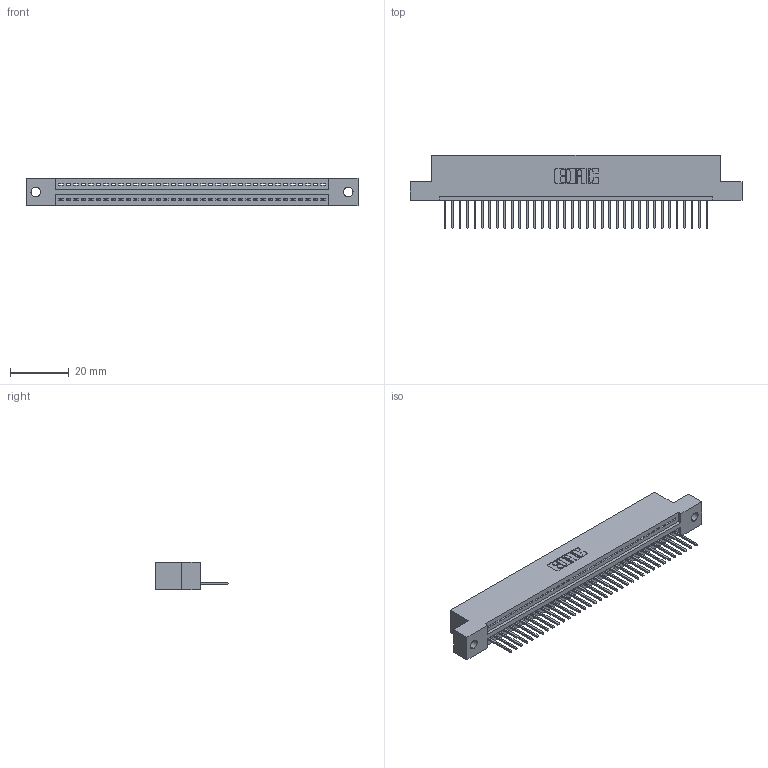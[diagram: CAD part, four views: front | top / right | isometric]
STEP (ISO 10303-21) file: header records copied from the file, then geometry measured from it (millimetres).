
FILE_DESCRIPTION (( 'STEP AP203' ), '1' );
FILE_NAME ('345-036-523-102.STEP', '2018-08-29T09:55:12', ( '' ), ( '' ), 'SwSTEP 2.0', 'SolidWorks 2016', '' );
FILE_SCHEMA (( 'CONFIG_CONTROL_DESIGN' ));
Length unit declared in the file: inch
Products named in the file (3): 345-292-001_345-293-123; 345-036-523-102; 345 Part_Flush Mounting Lugs - 0.128 Dia
Assembly tree (37 placements, depth 2):
  345-036-523-102
    345 Part_Flush Mounting Lugs - 0.128 Dia
    345-292-001_345-293-123  x36
Bounding box: 112.65 x 24.82 x 9.4 mm (x, y, z)
Volume: 10599.8 mm3; surface area: 13772.3 mm2
Topology: 37 solids, 37 shells, 2214 faces, 6677 edges, 4402 vertices
Faces by surface type: plane 1520, cylinder 694
Entity records: 27923 total; most frequent: CARTESIAN_POINT 4844, ORIENTED_EDGE 4814, DIRECTION 4239, EDGE_CURVE 2407, VECTOR 2131, LINE 2131, VERTEX_POINT 1602, AXIS2_PLACEMENT_3D 1054
